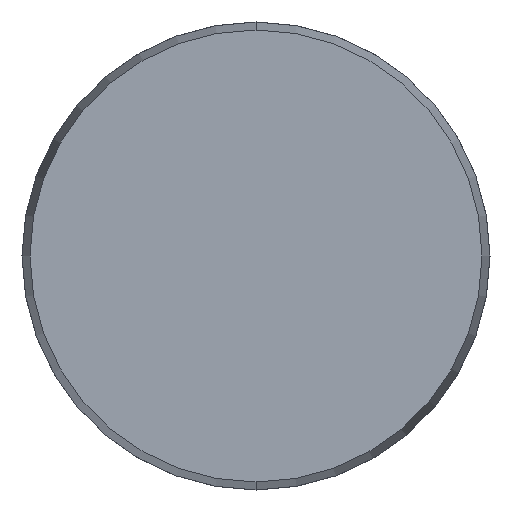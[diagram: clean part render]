
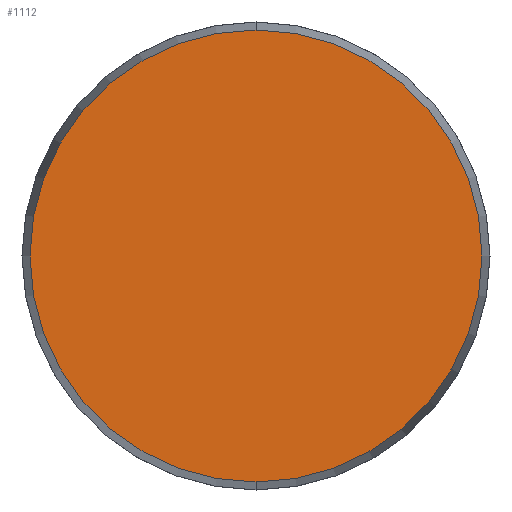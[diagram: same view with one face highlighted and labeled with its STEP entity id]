
A CAD part, front view. The second image highlights one B-rep face of the part: STEP entity #1112.
In plain terms, the highlighted planar face has unit normal (0, -1, 0).
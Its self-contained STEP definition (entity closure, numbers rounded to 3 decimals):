
#8 = AXIS2_PLACEMENT_3D ( 'NONE', #789, #1161, #338 ) ;
#15 = CARTESIAN_POINT ( 'NONE',  ( 0., 0., 0. ) ) ;
#23 = ORIENTED_EDGE ( 'NONE', *, *, #433, .T. ) ;
#33 = VERTEX_POINT ( 'NONE', #496 ) ;
#41 = AXIS2_PLACEMENT_3D ( 'NONE', #459, #820, #897 ) ;
#122 = CIRCLE ( 'NONE', #8, 24.143 ) ;
#263 = FACE_OUTER_BOUND ( 'NONE', #333, .T. ) ;
#333 = EDGE_LOOP ( 'NONE', ( #23, #682 ) ) ;
#338 = DIRECTION ( 'NONE',  ( 0., 0., -1. ) ) ;
#384 = DIRECTION ( 'NONE',  ( 0., -1., 0. ) ) ;
#421 = CIRCLE ( 'NONE', #578, 24.143 ) ;
#433 = EDGE_CURVE ( 'NONE', #33, #1091, #421, .T. ) ;
#459 = CARTESIAN_POINT ( 'NONE',  ( -24.143, 0., 0. ) ) ;
#496 = CARTESIAN_POINT ( 'NONE',  ( 0., 0., 24.143 ) ) ;
#534 = PLANE ( 'NONE',  #41 ) ;
#578 = AXIS2_PLACEMENT_3D ( 'NONE', #15, #384, #645 ) ;
#645 = DIRECTION ( 'NONE',  ( 0., 0., -1. ) ) ;
#682 = ORIENTED_EDGE ( 'NONE', *, *, #692, .T. ) ;
#692 = EDGE_CURVE ( 'NONE', #1091, #33, #122, .T. ) ;
#789 = CARTESIAN_POINT ( 'NONE',  ( 0., 0., 0. ) ) ;
#809 = CARTESIAN_POINT ( 'NONE',  ( 0., 0., -24.143 ) ) ;
#820 = DIRECTION ( 'NONE',  ( 0., 1., 0. ) ) ;
#897 = DIRECTION ( 'NONE',  ( 0., 0., 1. ) ) ;
#1091 = VERTEX_POINT ( 'NONE', #809 ) ;
#1112 = ADVANCED_FACE ( 'NONE', ( #263 ), #534, .F. ) ;
#1161 = DIRECTION ( 'NONE',  ( 0., -1., 0. ) ) ;
